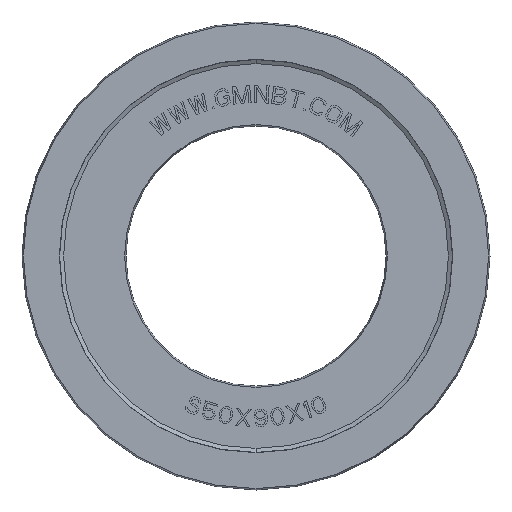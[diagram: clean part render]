
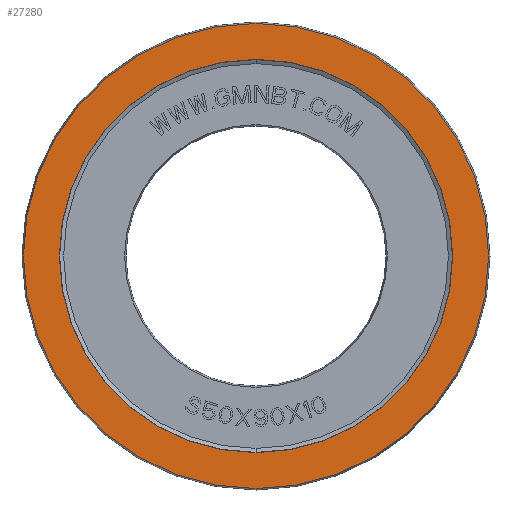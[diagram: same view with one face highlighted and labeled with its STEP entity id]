
A CAD part, front view. The second image highlights one B-rep face of the part: STEP entity #27280.
In plain terms, the highlighted planar face has unit normal (0, -1, 0).
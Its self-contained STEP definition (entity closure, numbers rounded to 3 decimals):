
#26553=CARTESIAN_POINT('',(0.,-5.,0.));
#26554=DIRECTION('',(0.,1.,0.));
#26555=DIRECTION('',(0.,0.,-1.));
#26556=AXIS2_PLACEMENT_3D('',#26553,#26554,#26555);
#26561=CARTESIAN_POINT('',(0.,-5.,0.));
#26562=DIRECTION('',(0.,-1.,0.));
#26563=DIRECTION('',(0.,0.,-1.));
#26564=AXIS2_PLACEMENT_3D('',#26561,#26562,#26563);
#26576=CARTESIAN_POINT('',(0.,-5.,0.));
#26577=DIRECTION('',(0.,-1.,0.));
#26578=DIRECTION('',(0.,0.,-1.));
#26579=AXIS2_PLACEMENT_3D('',#26576,#26577,#26578);
#26591=CARTESIAN_POINT('',(0.,-5.,0.));
#26592=DIRECTION('',(0.,1.,0.));
#26593=DIRECTION('',(0.,0.,-1.));
#26594=AXIS2_PLACEMENT_3D('',#26591,#26592,#26593);
#26957=CARTESIAN_POINT('',(0.,-5.,-37.816));
#26958=VERTEX_POINT('',#26957);
#26959=CARTESIAN_POINT('',(0.,-5.,-44.732));
#26961=VERTEX_POINT('',#26959);
#27001=CARTESIAN_POINT('',(0.,-5.,37.816));
#27002=VERTEX_POINT('',#27001);
#27003=CARTESIAN_POINT('',(0.,-5.,44.732));
#27005=VERTEX_POINT('',#27003);
#27265=CARTESIAN_POINT('',(0.,-5.,0.));
#27266=DIRECTION('',(0.,1.,0.));
#27267=DIRECTION('',(0.,0.,-1.));
#27268=AXIS2_PLACEMENT_3D('',#27265,#27266,#27267);
#27269=PLANE('',#27268);
#27271=ORIENTED_EDGE('',*,*,#27270,.F.);
#27273=ORIENTED_EDGE('',*,*,#27272,.T.);
#27274=EDGE_LOOP('',(#27271,#27273));
#27275=FACE_OUTER_BOUND('',#27274,.F.);
#27276=ORIENTED_EDGE('',*,*,#27258,.F.);
#27277=ORIENTED_EDGE('',*,*,#27247,.T.);
#27278=EDGE_LOOP('',(#27276,#27277));
#27279=FACE_BOUND('',#27278,.F.);
#26557=CIRCLE('',#26556,37.816);
#26565=CIRCLE('',#26564,37.816);
#26580=CIRCLE('',#26579,44.732);
#26595=CIRCLE('',#26594,44.732);
#27247=EDGE_CURVE('',#26958,#27002,#26565,.T.);
#27258=EDGE_CURVE('',#26958,#27002,#26557,.T.);
#27270=EDGE_CURVE('',#26961,#27005,#26580,.T.);
#27272=EDGE_CURVE('',#26961,#27005,#26595,.T.);
#27280=ADVANCED_FACE('',(#27275,#27279),#27269,.F.);
